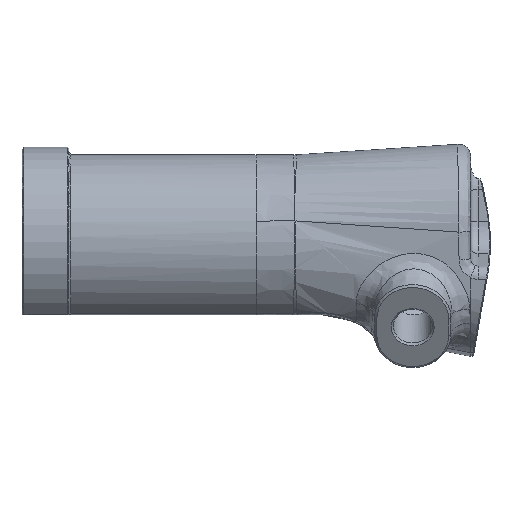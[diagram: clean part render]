
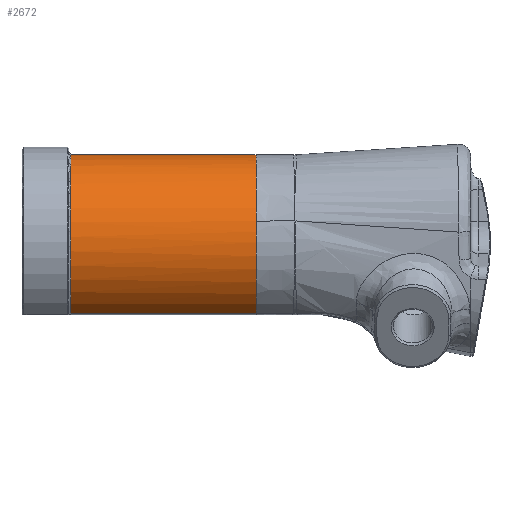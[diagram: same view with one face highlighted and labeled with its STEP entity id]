
A CAD part, front view. The second image highlights one B-rep face of the part: STEP entity #2672.
In plain terms, the highlighted cylindrical face has radius 22.5 mm (diameter 45 mm), a partial arc.
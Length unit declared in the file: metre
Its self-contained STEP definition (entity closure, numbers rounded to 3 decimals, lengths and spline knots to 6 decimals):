
#155=CIRCLE('',#2852,0.0225);
#249=LINE('',#3816,#399);
#250=LINE('',#3820,#400);
#399=VECTOR('',#3086,1.);
#400=VECTOR('',#3089,1.);
#569=ORIENTED_EDGE('',*,*,#1417,.T.);
#570=ORIENTED_EDGE('',*,*,#1418,.T.);
#571=ORIENTED_EDGE('',*,*,#1419,.F.);
#572=ORIENTED_EDGE('',*,*,#1420,.T.);
#573=ORIENTED_EDGE('',*,*,#1421,.T.);
#1417=EDGE_CURVE('',#1841,#1842,#2105,.T.);
#1418=EDGE_CURVE('',#1842,#1843,#249,.T.);
#1419=EDGE_CURVE('',#1844,#1843,#155,.F.);
#1420=EDGE_CURVE('',#1844,#1845,#250,.F.);
#1421=EDGE_CURVE('',#1845,#1841,#2106,.T.);
#1841=VERTEX_POINT('',#3814);
#1842=VERTEX_POINT('',#3815);
#1843=VERTEX_POINT('',#3817);
#1844=VERTEX_POINT('',#3819);
#1845=VERTEX_POINT('',#3821);
#2105=B_SPLINE_CURVE_WITH_KNOTS('',3,(#3807,#3808,#3809,#3810,#3811,#3812,
#3813),.UNSPECIFIED.,.F.,.F.,(4,1,1,1,4),(0.,0.083375,0.166751,
0.250126,0.333501),.UNSPECIFIED.);
#2106=B_SPLINE_CURVE_WITH_KNOTS('',3,(#3822,#3823,#3824,#3825,#3826),
 .UNSPECIFIED.,.F.,.F.,(4,1,4),(0.103201,0.5516,1.),
 .UNSPECIFIED.);
#2270=EDGE_LOOP('',(#569,#570,#571,#572,#573));
#2455=FACE_BOUND('',#2270,.T.);
#2637=CYLINDRICAL_SURFACE('',#2851,0.0225);
#2672=ADVANCED_FACE('',(#2455),#2637,.T.);
#2851=AXIS2_PLACEMENT_3D('',#3806,#3084,#3085);
#2852=AXIS2_PLACEMENT_3D('',#3818,#3087,#3088);
#3084=DIRECTION('',(-1.,0.,0.));
#3085=DIRECTION('',(0.,0.,1.));
#3086=DIRECTION('',(-1.,0.,0.));
#3087=DIRECTION('',(1.,0.,0.));
#3088=DIRECTION('',(0.,0.,-1.));
#3089=DIRECTION('',(-1.,0.,0.));
#3806=CARTESIAN_POINT('',(0.06,0.,0.));
#3807=CARTESIAN_POINT('',(0.06,-0.021809,0.005534));
#3808=CARTESIAN_POINT('',(0.06,-0.021199,0.007937));
#3809=CARTESIAN_POINT('',(0.06,-0.019178,0.01254));
#3810=CARTESIAN_POINT('',(0.06,-0.014069,0.018086));
#3811=CARTESIAN_POINT('',(0.06,-0.007437,0.021673));
#3812=CARTESIAN_POINT('',(0.06,-0.002479,0.0225));
#3813=CARTESIAN_POINT('',(0.06,0.,0.0225));
#3814=CARTESIAN_POINT('',(0.06,-0.021809,0.005534));
#3815=CARTESIAN_POINT('',(0.06,0.,0.022498));
#3816=CARTESIAN_POINT('',(0.06,0.,0.0225));
#3817=CARTESIAN_POINT('',(0.0125,0.,0.0225));
#3818=CARTESIAN_POINT('',(0.0125,0.,0.));
#3819=CARTESIAN_POINT('',(0.0125,-0.013352,-0.01811));
#3820=CARTESIAN_POINT('',(0.06,-0.013352,-0.01811));
#3821=CARTESIAN_POINT('',(0.06,-0.013351,-0.018109));
#3822=CARTESIAN_POINT('',(0.06,-0.013352,-0.01811));
#3823=CARTESIAN_POINT('',(0.06,-0.016926,-0.015476));
#3824=CARTESIAN_POINT('',(0.06,-0.022458,-0.008033));
#3825=CARTESIAN_POINT('',(0.06,-0.022901,0.001231));
#3826=CARTESIAN_POINT('',(0.06,-0.021809,0.005534));
